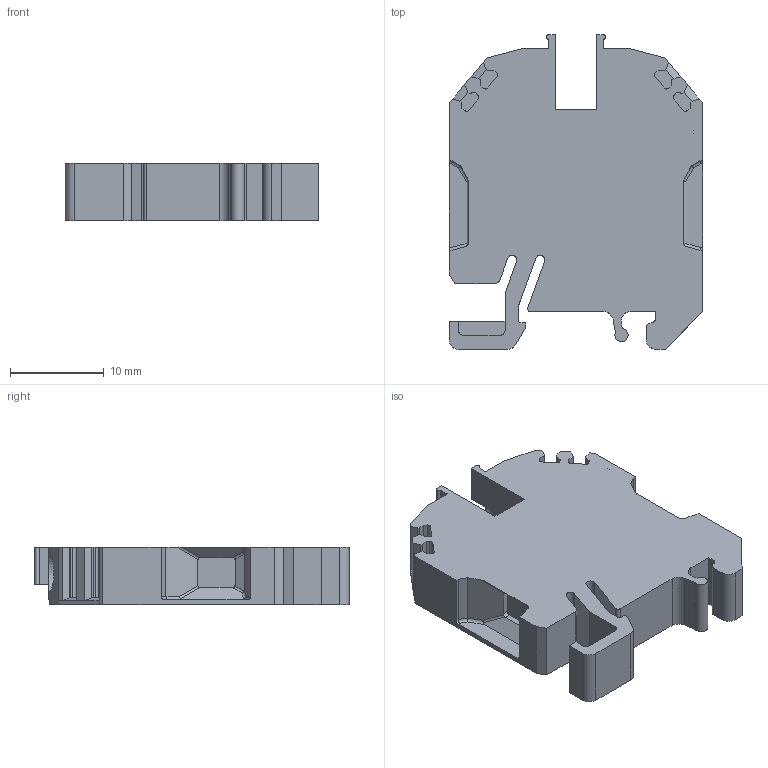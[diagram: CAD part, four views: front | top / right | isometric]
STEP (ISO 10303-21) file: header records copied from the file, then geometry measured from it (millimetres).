
FILE_DESCRIPTION(/* description */ (''),/* implementation_level */ '2;1');
FILE_NAME(/* name */ 'rk154015_vol.stp',/* time_stamp */ '2010-11-17T10:57:26+01:00',/* author */ (''),/* organization */ (''),/* preprocessor_version */ 'ST-DEVELOPER v11',/* originating_system */ 'SIEMENS UGS NX 6.0',/* authorisation */ '');
FILE_SCHEMA (('CONFIG_CONTROL_DESIGN'));
Length unit declared in the file: millimetre
Products named in the file (1): model1
Bounding box: 27 x 33.5 x 6.1 mm (x, y, z)
Volume: 3759.8 mm3; surface area: 2811.3 mm2
Topology: 1 solids, 1 shells, 223 faces, 654 edges, 434 vertices
Faces by surface type: plane 161, cylinder 62
Full cylindrical faces by diameter (mm): 4.2 x2
Entity records: 7497 total; most frequent: CARTESIAN_POINT 1393, ORIENTED_EDGE 1300, DIRECTION 1214, EDGE_CURVE 650, LINE 518, VECTOR 518, VERTEX_POINT 432, AXIS2_PLACEMENT_3D 348
